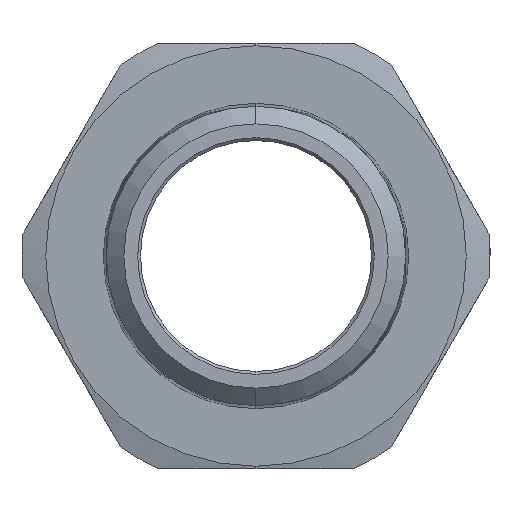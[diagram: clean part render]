
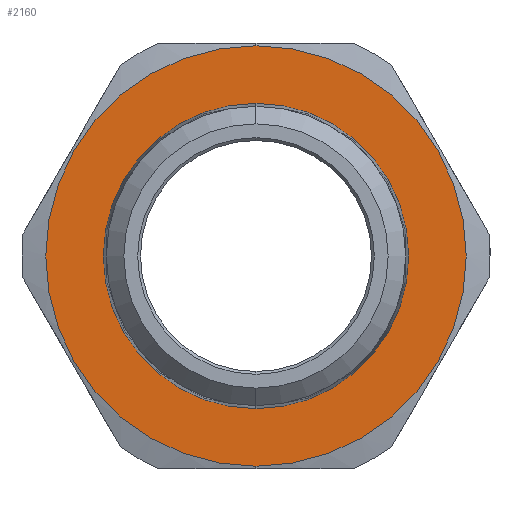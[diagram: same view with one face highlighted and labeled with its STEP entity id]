
A CAD part, left-side view. The second image highlights one B-rep face of the part: STEP entity #2160.
In plain terms, the highlighted planar face has unit normal (-1, 0, 0).
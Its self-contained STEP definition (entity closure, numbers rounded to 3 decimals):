
#87 = FACE_BOUND ( 'NONE', #2774, .T. ) ;
#105 = VERTEX_POINT ( 'NONE', #885 ) ;
#147 = DIRECTION ( 'NONE',  ( -1., 0., 0. ) ) ;
#205 = DIRECTION ( 'NONE',  ( -1., 0., 0. ) ) ;
#435 = DIRECTION ( 'NONE',  ( 1., 0., 0. ) ) ;
#441 = ORIENTED_EDGE ( 'NONE', *, *, #595, .F. ) ;
#460 = VERTEX_POINT ( 'NONE', #3301 ) ;
#595 = EDGE_CURVE ( 'NONE', #1362, #105, #1611, .T. ) ;
#661 = CARTESIAN_POINT ( 'NONE',  ( -26., 0., 0. ) ) ;
#674 = DIRECTION ( 'NONE',  ( 0., 0., -1. ) ) ;
#691 = EDGE_CURVE ( 'NONE', #1176, #460, #1961, .T. ) ;
#737 = DIRECTION ( 'NONE',  ( 0., 0., 1. ) ) ;
#760 = ORIENTED_EDGE ( 'NONE', *, *, #691, .F. ) ;
#833 = DIRECTION ( 'NONE',  ( 0., 0., -1. ) ) ;
#885 = CARTESIAN_POINT ( 'NONE',  ( -26., 0., 13.45 ) ) ;
#914 = CARTESIAN_POINT ( 'NONE',  ( -26., 0., 0. ) ) ;
#932 = ORIENTED_EDGE ( 'NONE', *, *, #2116, .F. ) ;
#933 = DIRECTION ( 'NONE',  ( 0., 0., -1. ) ) ;
#1176 = VERTEX_POINT ( 'NONE', #1758 ) ;
#1362 = VERTEX_POINT ( 'NONE', #3353 ) ;
#1437 = CARTESIAN_POINT ( 'NONE',  ( -26., 13.45, 0. ) ) ;
#1469 = AXIS2_PLACEMENT_3D ( 'NONE', #661, #205, #737 ) ;
#1548 = CARTESIAN_POINT ( 'NONE',  ( -26., 0., 0. ) ) ;
#1611 = CIRCLE ( 'NONE', #1469, 13.45 ) ;
#1656 = PLANE ( 'NONE',  #2522 ) ;
#1752 = CIRCLE ( 'NONE', #3151, 13.45 ) ;
#1758 = CARTESIAN_POINT ( 'NONE',  ( -26., 0., -18.523 ) ) ;
#1961 = CIRCLE ( 'NONE', #3112, 18.523 ) ;
#2044 = CIRCLE ( 'NONE', #2268, 18.523 ) ;
#2116 = EDGE_CURVE ( 'NONE', #460, #1176, #2044, .T. ) ;
#2160 = ADVANCED_FACE ( 'NONE', ( #87, #3164 ), #1656, .F. ) ;
#2180 = CARTESIAN_POINT ( 'NONE',  ( -26., 0., 0. ) ) ;
#2181 = EDGE_LOOP ( 'NONE', ( #760, #932 ) ) ;
#2268 = AXIS2_PLACEMENT_3D ( 'NONE', #914, #435, #674 ) ;
#2442 = DIRECTION ( 'NONE',  ( 0., 0., 1. ) ) ;
#2464 = DIRECTION ( 'NONE',  ( 1., 0., 0. ) ) ;
#2500 = EDGE_CURVE ( 'NONE', #105, #1362, #1752, .T. ) ;
#2522 = AXIS2_PLACEMENT_3D ( 'NONE', #1437, #2464, #933 ) ;
#2570 = ORIENTED_EDGE ( 'NONE', *, *, #2500, .F. ) ;
#2774 = EDGE_LOOP ( 'NONE', ( #2570, #441 ) ) ;
#2864 = DIRECTION ( 'NONE',  ( 1., 0., 0. ) ) ;
#3112 = AXIS2_PLACEMENT_3D ( 'NONE', #1548, #2864, #833 ) ;
#3151 = AXIS2_PLACEMENT_3D ( 'NONE', #2180, #147, #2442 ) ;
#3164 = FACE_OUTER_BOUND ( 'NONE', #2181, .T. ) ;
#3301 = CARTESIAN_POINT ( 'NONE',  ( -26., 0., 18.523 ) ) ;
#3353 = CARTESIAN_POINT ( 'NONE',  ( -26., 0., -13.45 ) ) ;
